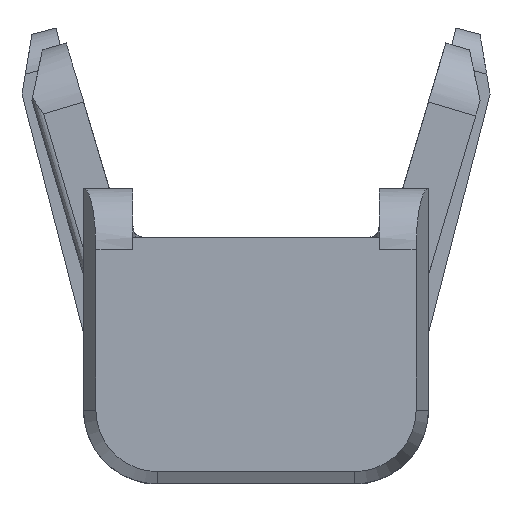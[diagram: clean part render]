
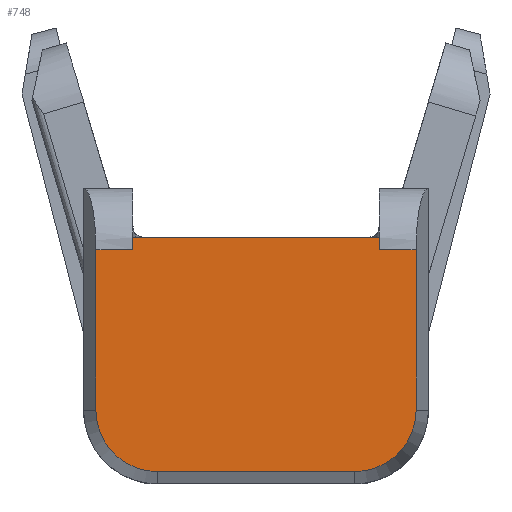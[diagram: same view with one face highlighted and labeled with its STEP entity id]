
A CAD part, front view. The second image highlights one B-rep face of the part: STEP entity #748.
In plain terms, the highlighted planar face has unit normal (0, -1, 0).
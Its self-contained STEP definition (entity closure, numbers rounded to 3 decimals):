
#53=CARTESIAN_POINT('',(-6.,-8.6,0.9));
#54=VERTEX_POINT('',#53);
#61=CARTESIAN_POINT('',(-5.,-8.6,0.9));
#62=VERTEX_POINT('',#61);
#63=CARTESIAN_POINT('',(-6.,-8.6,0.9));
#64=DIRECTION('',(1.,0.,0.));
#65=VECTOR('',#64,1.);
#66=LINE('',#63,#65);
#67=EDGE_CURVE('',#54,#62,#66,.T.);
#668=CARTESIAN_POINT('',(-5.5,-8.6,0.425));
#669=DIRECTION('',(1.,0.,0.));
#670=DIRECTION('',(0.,-1.,0.));
#671=AXIS2_PLACEMENT_3D('',#668,#670,#669);
#672=PLANE('',#671);
#673=CARTESIAN_POINT('',(-5.9,-8.6,-0.05));
#674=VERTEX_POINT('',#673);
#675=CARTESIAN_POINT('',(-6.15,-8.6,0.2));
#676=VERTEX_POINT('',#675);
#677=CARTESIAN_POINT('',(-5.9,-8.6,0.2));
#678=DIRECTION('',(0.,0.,-1.));
#679=DIRECTION('',(0.,1.,-0.));
#680=AXIS2_PLACEMENT_3D('',#677,#679,#678);
#681=CIRCLE('',#680,0.25);
#682=EDGE_CURVE('',#674,#676,#681,.T.);
#683=ORIENTED_EDGE('E149',*,*,#682,.F.);
#684=CARTESIAN_POINT('',(-5.1,-8.6,-0.05));
#685=VERTEX_POINT('',#684);
#686=CARTESIAN_POINT('',(-5.1,-8.6,-0.05));
#687=DIRECTION('',(-1.,0.,0.));
#688=VECTOR('',#687,0.8);
#689=LINE('',#686,#688);
#690=EDGE_CURVE('',#685,#674,#689,.T.);
#691=ORIENTED_EDGE('E119',*,*,#690,.F.);
#692=CARTESIAN_POINT('',(-4.85,-8.6,0.2));
#693=VERTEX_POINT('',#692);
#694=CARTESIAN_POINT('',(-5.1,-8.6,0.2));
#695=DIRECTION('',(1.,0.,0.));
#696=DIRECTION('',(0.,1.,0.));
#697=AXIS2_PLACEMENT_3D('',#694,#696,#695);
#698=CIRCLE('',#697,0.25);
#699=EDGE_CURVE('',#693,#685,#698,.T.);
#700=ORIENTED_EDGE('E147',*,*,#699,.F.);
#701=CARTESIAN_POINT('',(-4.85,-8.6,0.85));
#702=VERTEX_POINT('',#701);
#703=CARTESIAN_POINT('',(-4.85,-8.6,0.85));
#704=DIRECTION('',(0.,0.,-1.));
#705=VECTOR('',#704,0.65);
#706=LINE('',#703,#705);
#707=EDGE_CURVE('',#702,#693,#706,.T.);
#708=ORIENTED_EDGE('E193',*,*,#707,.F.);
#709=CARTESIAN_POINT('',(-5.,-8.6,0.85));
#710=VERTEX_POINT('',#709);
#711=CARTESIAN_POINT('',(-4.85,-8.6,0.85));
#712=DIRECTION('',(-1.,0.,0.));
#713=VECTOR('',#712,0.15);
#714=LINE('',#711,#713);
#715=EDGE_CURVE('',#702,#710,#714,.T.);
#716=ORIENTED_EDGE('E553',*,*,#715,.T.);
#717=CARTESIAN_POINT('',(-5.,-8.6,0.85));
#718=DIRECTION('',(0.,0.,1.));
#719=VECTOR('',#718,0.05);
#720=LINE('',#717,#719);
#721=EDGE_CURVE('',#710,#62,#720,.T.);
#722=ORIENTED_EDGE('E30',*,*,#721,.T.);
#723=ORIENTED_EDGE('E30',*,*,#67,.F.);
#724=CARTESIAN_POINT('',(-6.,-8.6,0.85));
#725=VERTEX_POINT('',#724);
#726=CARTESIAN_POINT('',(-6.,-8.6,0.85));
#727=DIRECTION('',(0.,0.,1.));
#728=VECTOR('',#727,0.05);
#729=LINE('',#726,#728);
#730=EDGE_CURVE('',#725,#54,#729,.T.);
#731=ORIENTED_EDGE('E29',*,*,#730,.F.);
#732=CARTESIAN_POINT('',(-6.15,-8.6,0.85));
#733=VERTEX_POINT('',#732);
#734=CARTESIAN_POINT('',(-6.,-8.6,0.85));
#735=DIRECTION('',(-1.,0.,0.));
#736=VECTOR('',#735,0.15);
#737=LINE('',#734,#736);
#738=EDGE_CURVE('',#725,#733,#737,.T.);
#739=ORIENTED_EDGE('E554',*,*,#738,.T.);
#740=CARTESIAN_POINT('',(-6.15,-8.6,0.2));
#741=DIRECTION('',(0.,0.,1.));
#742=VECTOR('',#741,0.65);
#743=LINE('',#740,#742);
#744=EDGE_CURVE('',#676,#733,#743,.T.);
#745=ORIENTED_EDGE('E194',*,*,#744,.F.);
#746=EDGE_LOOP('',(#683,#691,#700,#708,#716,#722,#723,#731,#739,#745));
#747=FACE_OUTER_BOUND('',#746,.T.);
#748=ADVANCED_FACE('F12',(#747),#672,.T.);
